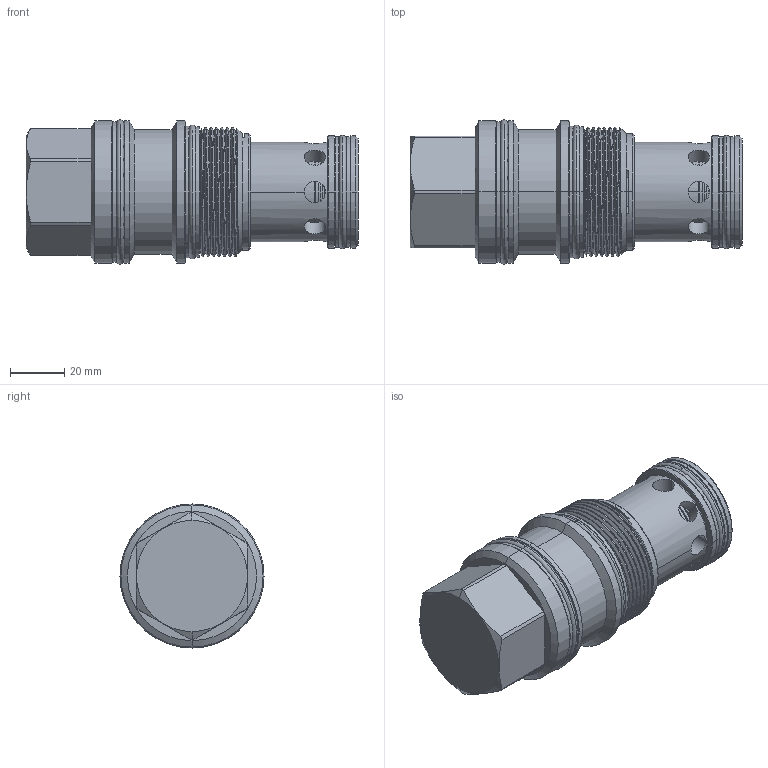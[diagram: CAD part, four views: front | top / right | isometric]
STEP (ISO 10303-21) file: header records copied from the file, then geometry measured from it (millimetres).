
FILE_DESCRIPTION (( 'STEP AP203' ), '1' );
FILE_NAME ('LR19A30-N.STEP', '2016-06-06T05:54:29', ( '' ), ( '' ), 'SwSTEP 2.0', 'SolidWorks 2012', '' );
FILE_SCHEMA (( 'CONFIG_CONTROL_DESIGN' ));
Length unit declared in the file: millimetre
Products named in the file (1): LR19A30-N
Bounding box: 122.34 x 53.11 x 53.11 mm (x, y, z)
Volume: 177362.7 mm3; surface area: 33623.3 mm2
Topology: 6 solids, 6 shells, 238 faces, 606 edges, 354 vertices
Faces by surface type: cylinder 154, plane 36, cone 31, torus 14, bspline 3
Entity records: 9754 total; most frequent: CARTESIAN_POINT 4046, ORIENTED_EDGE 1212, DIRECTION 1189, EDGE_CURVE 606, AXIS2_PLACEMENT_3D 523, VERTEX_POINT 354, CIRCLE 287, EDGE_LOOP 270
